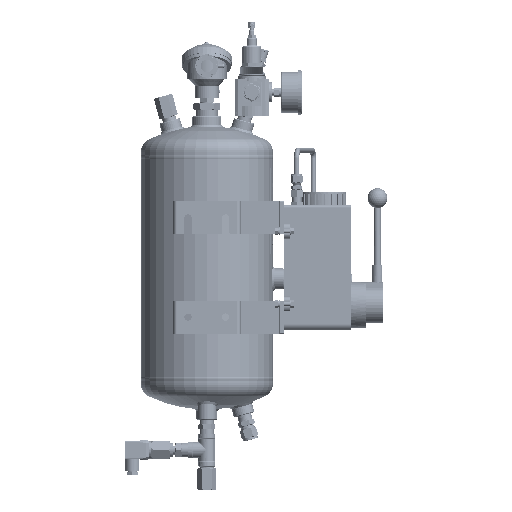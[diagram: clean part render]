
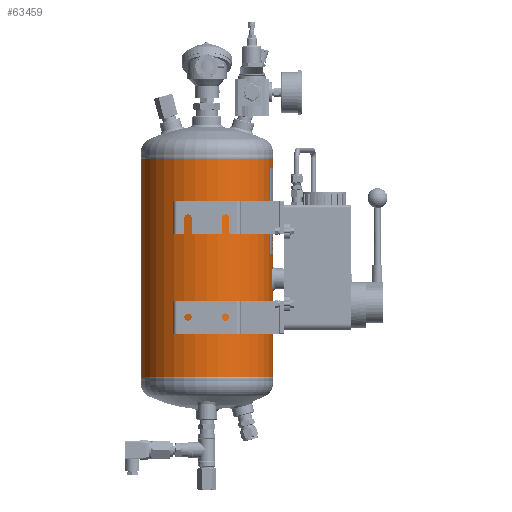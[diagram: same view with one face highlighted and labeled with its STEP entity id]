
A CAD part, left-side view. The second image highlights one B-rep face of the part: STEP entity #63459.
In plain terms, the highlighted cylindrical face has radius 100 mm (diameter 200 mm), a partial arc.
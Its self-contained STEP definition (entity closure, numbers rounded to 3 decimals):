
#4097=LINE('',#101403,#8389);
#4098=LINE('',#101408,#8390);
#4099=LINE('',#101412,#8391);
#4100=LINE('',#101416,#8392);
#8389=VECTOR('',#83894,1000.);
#8390=VECTOR('',#83897,1000.);
#8391=VECTOR('',#83900,1000.);
#8392=VECTOR('',#83903,1000.);
#12681=CIRCLE('',#77319,100.);
#12682=CIRCLE('',#77320,100.);
#12683=CIRCLE('',#77321,100.);
#12684=CIRCLE('',#77322,100.);
#14993=ORIENTED_EDGE('',*,*,#33919,.T.);
#14994=ORIENTED_EDGE('',*,*,#33920,.T.);
#14995=ORIENTED_EDGE('',*,*,#33921,.T.);
#14996=ORIENTED_EDGE('',*,*,#33922,.F.);
#14997=ORIENTED_EDGE('',*,*,#33923,.F.);
#14998=ORIENTED_EDGE('',*,*,#33924,.F.);
#14999=ORIENTED_EDGE('',*,*,#33925,.F.);
#15000=ORIENTED_EDGE('',*,*,#33926,.T.);
#15001=ORIENTED_EDGE('',*,*,#33927,.T.);
#15002=ORIENTED_EDGE('',*,*,#33928,.F.);
#15003=ORIENTED_EDGE('',*,*,#33929,.F.);
#33919=EDGE_CURVE('',#43382,#43382,#49952,.T.);
#33920=EDGE_CURVE('',#43383,#43383,#49953,.T.);
#33921=EDGE_CURVE('',#43384,#43384,#49954,.T.);
#33922=EDGE_CURVE('',#43385,#43386,#4097,.T.);
#33923=EDGE_CURVE('',#43387,#43385,#12681,.T.);
#33924=EDGE_CURVE('',#43388,#43387,#4098,.F.);
#33925=EDGE_CURVE('',#43389,#43388,#12682,.T.);
#33926=EDGE_CURVE('',#43389,#43390,#4099,.T.);
#33927=EDGE_CURVE('',#43390,#43391,#12683,.T.);
#33928=EDGE_CURVE('',#43392,#43391,#4100,.T.);
#33929=EDGE_CURVE('',#43386,#43392,#12684,.T.);
#43382=VERTEX_POINT('',#101378);
#43383=VERTEX_POINT('',#101390);
#43384=VERTEX_POINT('',#101402);
#43385=VERTEX_POINT('',#101404);
#43386=VERTEX_POINT('',#101405);
#43387=VERTEX_POINT('',#101407);
#43388=VERTEX_POINT('',#101409);
#43389=VERTEX_POINT('',#101411);
#43390=VERTEX_POINT('',#101413);
#43391=VERTEX_POINT('',#101415);
#43392=VERTEX_POINT('',#101417);
#49952=B_SPLINE_CURVE_WITH_KNOTS('',3,(#101359,#101360,#101361,#101362,
#101363,#101364,#101365,#101366,#101367,#101368,#101369,#101370,#101371,
#101372,#101373,#101374,#101375,#101376,#101377),.UNSPECIFIED.,.T.,.F.,
(1,1,1,1,1,1,1,1,1,1,1,1,1,1,1,1,1,1,1,1,1,1,1),(-0.018,-0.012,
-0.006,0.,0.006,0.012,0.018,
0.023,0.029,0.035,0.041,
0.047,0.053,0.059,0.065,
0.07,0.076,0.082,0.088,
0.094,0.1,0.106,0.112),
 .UNSPECIFIED.);
#49953=B_SPLINE_CURVE_WITH_KNOTS('',3,(#101379,#101380,#101381,#101382,
#101383,#101384,#101385,#101386,#101387,#101388,#101389),.UNSPECIFIED.,
 .T.,.F.,(1,1,1,1,1,1,1,1,1,1,1,1,1,1,1),(-0.012,-0.008,
-0.004,0.,0.004,0.008,
0.012,0.016,0.02,0.023,
0.027,0.031,0.035,0.039,
0.043),.UNSPECIFIED.);
#49954=B_SPLINE_CURVE_WITH_KNOTS('',3,(#101391,#101392,#101393,#101394,
#101395,#101396,#101397,#101398,#101399,#101400,#101401),.UNSPECIFIED.,
 .T.,.F.,(1,1,1,1,1,1,1,1,1,1,1,1,1,1,1),(-0.012,-0.008,
-0.004,0.,0.004,0.008,
0.012,0.016,0.02,0.023,
0.027,0.031,0.035,0.039,
0.043),.UNSPECIFIED.);
#52447=EDGE_LOOP('',(#14993));
#52448=EDGE_LOOP('',(#14994));
#52449=EDGE_LOOP('',(#14995));
#52450=EDGE_LOOP('',(#14996,#14997,#14998,#14999,#15000,#15001,#15002,#15003));
#57473=FACE_BOUND('',#52447,.T.);
#57474=FACE_BOUND('',#52448,.T.);
#57475=FACE_BOUND('',#52449,.T.);
#57476=FACE_BOUND('',#52450,.T.);
#62499=CYLINDRICAL_SURFACE('',#77318,100.);
#63459=ADVANCED_FACE('',(#57473,#57474,#57475,#57476),#62499,.T.);
#77318=AXIS2_PLACEMENT_3D('',#101358,#83892,#83893);
#77319=AXIS2_PLACEMENT_3D('',#101406,#83895,#83896);
#77320=AXIS2_PLACEMENT_3D('',#101410,#83898,#83899);
#77321=AXIS2_PLACEMENT_3D('',#101414,#83901,#83902);
#77322=AXIS2_PLACEMENT_3D('',#101418,#83904,#83905);
#83892=DIRECTION('',(0.,-1.,0.));
#83893=DIRECTION('',(0.,0.,-1.));
#83894=DIRECTION('',(0.,-1.,0.));
#83895=DIRECTION('',(0.,1.,0.));
#83896=DIRECTION('',(1.,0.,0.));
#83897=DIRECTION('',(0.,-1.,0.));
#83898=DIRECTION('',(0.,-1.,0.));
#83899=DIRECTION('',(1.,0.,0.));
#83900=DIRECTION('',(0.,-1.,0.));
#83901=DIRECTION('',(0.,1.,0.));
#83902=DIRECTION('',(1.,0.,0.));
#83903=DIRECTION('',(0.,-1.,0.));
#83904=DIRECTION('',(0.,-1.,0.));
#83905=DIRECTION('',(1.,0.,0.));
#101358=CARTESIAN_POINT('',(0.,330.,0.));
#101359=CARTESIAN_POINT('',(-98.994,187.429,14.208));
#101360=CARTESIAN_POINT('',(-98.806,181.503,15.395));
#101361=CARTESIAN_POINT('',(-98.993,175.608,14.214));
#101362=CARTESIAN_POINT('',(-99.436,170.625,10.88));
#101363=CARTESIAN_POINT('',(-99.878,167.295,5.9));
#101364=CARTESIAN_POINT('',(-100.061,166.117,0.009));
#101365=CARTESIAN_POINT('',(-99.879,167.288,-5.887));
#101366=CARTESIAN_POINT('',(-99.437,170.623,-10.879));
#101367=CARTESIAN_POINT('',(-98.992,175.61,-14.215));
#101368=CARTESIAN_POINT('',(-98.807,181.503,-15.391));
#101369=CARTESIAN_POINT('',(-98.992,187.396,-14.219));
#101370=CARTESIAN_POINT('',(-99.435,192.379,-10.892));
#101371=CARTESIAN_POINT('',(-99.877,195.718,-5.914));
#101372=CARTESIAN_POINT('',(-100.061,196.901,-0.013));
#101373=CARTESIAN_POINT('',(-99.878,195.728,5.889));
#101374=CARTESIAN_POINT('',(-99.437,192.395,10.874));
#101375=CARTESIAN_POINT('',(-98.994,187.429,14.208));
#101376=CARTESIAN_POINT('',(-98.806,181.503,15.395));
#101377=CARTESIAN_POINT('',(-98.993,175.608,14.214));
#101378=CARTESIAN_POINT('',(-98.869,181.508,15.));
#101379=CARTESIAN_POINT('',(3.922,158.915,-99.937));
#101380=CARTESIAN_POINT('',(-0.001,160.542,-100.031));
#101381=CARTESIAN_POINT('',(-3.918,158.916,-99.937));
#101382=CARTESIAN_POINT('',(-5.54,155.004,-99.844));
#101383=CARTESIAN_POINT('',(-3.921,151.083,-99.937));
#101384=CARTESIAN_POINT('',(-0.001,149.46,-100.031));
#101385=CARTESIAN_POINT('',(3.913,151.078,-99.938));
#101386=CARTESIAN_POINT('',(5.541,154.994,-99.844));
#101387=CARTESIAN_POINT('',(3.922,158.915,-99.937));
#101388=CARTESIAN_POINT('',(-0.001,160.542,-100.031));
#101389=CARTESIAN_POINT('',(-3.918,158.916,-99.937));
#101390=CARTESIAN_POINT('',(0.,160.,-100.));
#101391=CARTESIAN_POINT('',(3.922,48.915,-99.937));
#101392=CARTESIAN_POINT('',(-0.001,50.542,-100.031));
#101393=CARTESIAN_POINT('',(-3.918,48.916,-99.937));
#101394=CARTESIAN_POINT('',(-5.54,45.004,-99.844));
#101395=CARTESIAN_POINT('',(-3.921,41.083,-99.937));
#101396=CARTESIAN_POINT('',(-0.001,39.46,-100.031));
#101397=CARTESIAN_POINT('',(3.913,41.078,-99.938));
#101398=CARTESIAN_POINT('',(5.541,44.994,-99.844));
#101399=CARTESIAN_POINT('',(3.922,48.915,-99.937));
#101400=CARTESIAN_POINT('',(-0.001,50.542,-100.031));
#101401=CARTESIAN_POINT('',(-3.918,48.916,-99.937));
#101402=CARTESIAN_POINT('',(0.,50.,-100.));
#101403=CARTESIAN_POINT('',(-0.241,165.,100.));
#101404=CARTESIAN_POINT('',(-0.241,330.,100.));
#101405=CARTESIAN_POINT('',(-0.241,265.,100.));
#101406=CARTESIAN_POINT('',(0.,330.,0.));
#101407=CARTESIAN_POINT('',(0.241,330.,100.));
#101408=CARTESIAN_POINT('',(0.241,165.,100.));
#101409=CARTESIAN_POINT('',(0.241,265.,100.));
#101410=CARTESIAN_POINT('',(0.,265.,0.));
#101411=CARTESIAN_POINT('',(0.254,265.,100.));
#101412=CARTESIAN_POINT('',(0.254,265.,100.));
#101413=CARTESIAN_POINT('',(0.254,0.,100.));
#101414=CARTESIAN_POINT('',(0.,0.,0.));
#101415=CARTESIAN_POINT('',(-0.254,0.,100.));
#101416=CARTESIAN_POINT('',(-0.254,265.,100.));
#101417=CARTESIAN_POINT('',(-0.254,265.,100.));
#101418=CARTESIAN_POINT('',(0.,265.,0.));
